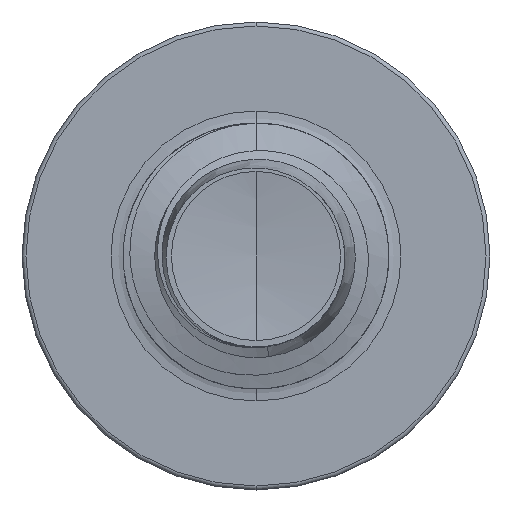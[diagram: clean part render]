
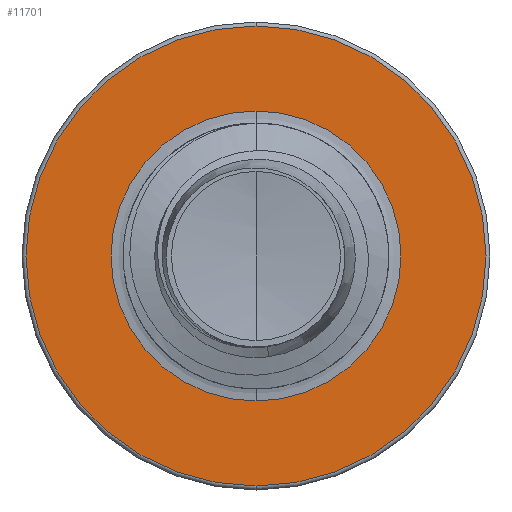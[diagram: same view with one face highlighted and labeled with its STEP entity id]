
A CAD part, front view. The second image highlights one B-rep face of the part: STEP entity #11701.
In plain terms, the highlighted planar face has unit normal (0, -1, 0).
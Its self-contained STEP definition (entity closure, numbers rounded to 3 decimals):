
#637 = ORIENTED_EDGE ( 'NONE', *, *, #13441, .F. ) ;
#1243 = CIRCLE ( 'NONE', #9235, 2.163 ) ;
#1805 = DIRECTION ( 'NONE',  ( 0., 1., 0. ) ) ;
#2103 = DIRECTION ( 'NONE',  ( 0., 1., 0. ) ) ;
#2457 = CARTESIAN_POINT ( 'NONE',  ( 0., 5.5, 1.363 ) ) ;
#3288 = FACE_OUTER_BOUND ( 'NONE', #19242, .T. ) ;
#4411 = AXIS2_PLACEMENT_3D ( 'NONE', #18942, #9680, #20669 ) ;
#5051 = CARTESIAN_POINT ( 'NONE',  ( 0., 5.5, 2.163 ) ) ;
#5189 = EDGE_CURVE ( 'NONE', #9875, #18453, #12176, .T. ) ;
#5445 = CARTESIAN_POINT ( 'NONE',  ( 0., 5.5, 0. ) ) ;
#6868 = CIRCLE ( 'NONE', #13301, 1.363 ) ;
#7041 = AXIS2_PLACEMENT_3D ( 'NONE', #12153, #1805, #13752 ) ;
#7093 = ORIENTED_EDGE ( 'NONE', *, *, #5189, .T. ) ;
#7188 = DIRECTION ( 'NONE',  ( 0., 0., 1. ) ) ;
#7470 = VERTEX_POINT ( 'NONE', #5051 ) ;
#7793 = DIRECTION ( 'NONE',  ( 0., 1., 0. ) ) ;
#7996 = CARTESIAN_POINT ( 'NONE',  ( 0., 5.5, -2.162 ) ) ;
#9235 = AXIS2_PLACEMENT_3D ( 'NONE', #5445, #16776, #7188 ) ;
#9680 = DIRECTION ( 'NONE',  ( 0., 1., 0. ) ) ;
#9775 = AXIS2_PLACEMENT_3D ( 'NONE', #12427, #2103, #13997 ) ;
#9875 = VERTEX_POINT ( 'NONE', #21418 ) ;
#11006 = ORIENTED_EDGE ( 'NONE', *, *, #14473, .T. ) ;
#11701 = ADVANCED_FACE ( 'NONE', ( #3288, #20551 ), #19081, .F. ) ;
#12153 = CARTESIAN_POINT ( 'NONE',  ( 0., 5.5, 0. ) ) ;
#12176 = CIRCLE ( 'NONE', #9775, 1.363 ) ;
#12427 = CARTESIAN_POINT ( 'NONE',  ( 0., 5.5, 0. ) ) ;
#12829 = ORIENTED_EDGE ( 'NONE', *, *, #13471, .F. ) ;
#13301 = AXIS2_PLACEMENT_3D ( 'NONE', #17304, #7793, #18847 ) ;
#13441 = EDGE_CURVE ( 'NONE', #17604, #7470, #14319, .T. ) ;
#13471 = EDGE_CURVE ( 'NONE', #7470, #17604, #1243, .T. ) ;
#13752 = DIRECTION ( 'NONE',  ( 0., 0., 1. ) ) ;
#13997 = DIRECTION ( 'NONE',  ( 0., 0., 1. ) ) ;
#14319 = CIRCLE ( 'NONE', #7041, 2.163 ) ;
#14473 = EDGE_CURVE ( 'NONE', #18453, #9875, #6868, .T. ) ;
#16776 = DIRECTION ( 'NONE',  ( 0., 1., 0. ) ) ;
#17304 = CARTESIAN_POINT ( 'NONE',  ( 0., 5.5, 0. ) ) ;
#17604 = VERTEX_POINT ( 'NONE', #7996 ) ;
#18453 = VERTEX_POINT ( 'NONE', #2457 ) ;
#18847 = DIRECTION ( 'NONE',  ( 0., 0., 1. ) ) ;
#18942 = CARTESIAN_POINT ( 'NONE',  ( 0., 5.5, -1.363 ) ) ;
#19081 = PLANE ( 'NONE',  #4411 ) ;
#19242 = EDGE_LOOP ( 'NONE', ( #12829, #637 ) ) ;
#19699 = EDGE_LOOP ( 'NONE', ( #11006, #7093 ) ) ;
#20551 = FACE_BOUND ( 'NONE', #19699, .T. ) ;
#20669 = DIRECTION ( 'NONE',  ( 0., 0., 1. ) ) ;
#21418 = CARTESIAN_POINT ( 'NONE',  ( 0., 5.5, -1.363 ) ) ;
